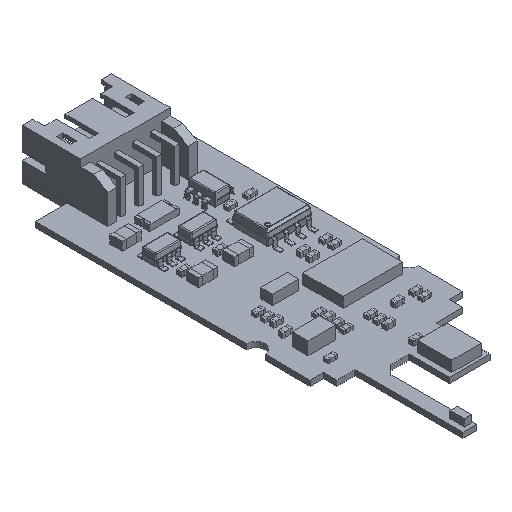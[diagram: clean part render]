
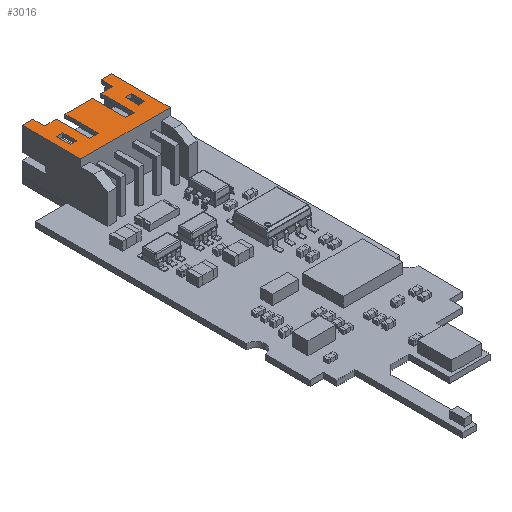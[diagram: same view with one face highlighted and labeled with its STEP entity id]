
A CAD part, isometric view. The second image highlights one B-rep face of the part: STEP entity #3016.
In plain terms, the highlighted face is planar.
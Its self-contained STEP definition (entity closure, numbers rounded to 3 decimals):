
#1795 = VERTEX_POINT('',#1796);
#1796 = CARTESIAN_POINT('',(2.475,5.,-0.25));
#1802 = EDGE_CURVE('',#1795,#1803,#1805,.T.);
#1803 = VERTEX_POINT('',#1804);
#1804 = CARTESIAN_POINT('',(1.525,5.,-0.25));
#1805 = LINE('',#1806,#1807);
#1806 = CARTESIAN_POINT('',(2.475,5.,-0.25));
#1807 = VECTOR('',#1808,1.);
#1808 = DIRECTION('',(-1.,0.,0.));
#1827 = VERTEX_POINT('',#1828);
#1828 = CARTESIAN_POINT('',(-1.525,5.,-0.25));
#1834 = EDGE_CURVE('',#1827,#1835,#1837,.T.);
#1835 = VERTEX_POINT('',#1836);
#1836 = CARTESIAN_POINT('',(-2.475,5.,-0.25));
#1837 = LINE('',#1838,#1839);
#1838 = CARTESIAN_POINT('',(-2.475,5.,-0.25));
#1839 = VECTOR('',#1840,1.);
#1840 = DIRECTION('',(-1.,0.,0.));
#1949 = EDGE_CURVE('',#1835,#1950,#1952,.T.);
#1950 = VERTEX_POINT('',#1951);
#1951 = CARTESIAN_POINT('',(-2.475,5.,3.45));
#1952 = LINE('',#1953,#1954);
#1953 = CARTESIAN_POINT('',(-2.475,5.,3.45));
#1954 = VECTOR('',#1955,1.);
#1955 = DIRECTION('',(0.,0.,1.));
#2202 = VERTEX_POINT('',#2203);
#2203 = CARTESIAN_POINT('',(2.475,5.,3.45));
#2209 = EDGE_CURVE('',#2202,#1795,#2210,.T.);
#2210 = LINE('',#2211,#2212);
#2211 = CARTESIAN_POINT('',(2.475,5.,3.45));
#2212 = VECTOR('',#2213,1.);
#2213 = DIRECTION('',(0.,0.,-1.));
#2503 = VERTEX_POINT('',#2504);
#2504 = CARTESIAN_POINT('',(-1.525,5.,3.45));
#2510 = EDGE_CURVE('',#2503,#1827,#2511,.T.);
#2511 = LINE('',#2512,#2513);
#2512 = CARTESIAN_POINT('',(-1.525,5.,3.45));
#2513 = VECTOR('',#2514,1.);
#2514 = DIRECTION('',(0.,0.,-1.));
#2575 = EDGE_CURVE('',#1803,#2576,#2578,.T.);
#2576 = VERTEX_POINT('',#2577);
#2577 = CARTESIAN_POINT('',(1.525,5.,3.45));
#2578 = LINE('',#2579,#2580);
#2579 = CARTESIAN_POINT('',(1.525,5.,3.45));
#2580 = VECTOR('',#2581,1.);
#2581 = DIRECTION('',(0.,0.,1.));
#3016 = ADVANCED_FACE('',(#3017,#3051,#3085),#3169,.F.);
#3017 = FACE_BOUND('',#3018,.T.);
#3018 = EDGE_LOOP('',(#3019,#3029,#3037,#3045));
#3019 = ORIENTED_EDGE('',*,*,#3020,.F.);
#3020 = EDGE_CURVE('',#3021,#3023,#3025,.T.);
#3021 = VERTEX_POINT('',#3022);
#3022 = CARTESIAN_POINT('',(4.15,5.,1.75));
#3023 = VERTEX_POINT('',#3024);
#3024 = CARTESIAN_POINT('',(4.15,5.,0.25));
#3025 = LINE('',#3026,#3027);
#3026 = CARTESIAN_POINT('',(4.15,5.,1.75));
#3027 = VECTOR('',#3028,1.);
#3028 = DIRECTION('',(0.,0.,-1.));
#3029 = ORIENTED_EDGE('',*,*,#3030,.F.);
#3030 = EDGE_CURVE('',#3031,#3021,#3033,.T.);
#3031 = VERTEX_POINT('',#3032);
#3032 = CARTESIAN_POINT('',(3.45,5.,1.75));
#3033 = LINE('',#3034,#3035);
#3034 = CARTESIAN_POINT('',(3.45,5.,1.75));
#3035 = VECTOR('',#3036,1.);
#3036 = DIRECTION('',(1.,0.,0.));
#3037 = ORIENTED_EDGE('',*,*,#3038,.F.);
#3038 = EDGE_CURVE('',#3039,#3031,#3041,.T.);
#3039 = VERTEX_POINT('',#3040);
#3040 = CARTESIAN_POINT('',(3.45,5.,0.25));
#3041 = LINE('',#3042,#3043);
#3042 = CARTESIAN_POINT('',(3.45,5.,1.75));
#3043 = VECTOR('',#3044,1.);
#3044 = DIRECTION('',(0.,0.,1.));
#3045 = ORIENTED_EDGE('',*,*,#3046,.F.);
#3046 = EDGE_CURVE('',#3023,#3039,#3047,.T.);
#3047 = LINE('',#3048,#3049);
#3048 = CARTESIAN_POINT('',(3.45,5.,0.25));
#3049 = VECTOR('',#3050,1.);
#3050 = DIRECTION('',(-1.,0.,0.));
#3051 = FACE_BOUND('',#3052,.T.);
#3052 = EDGE_LOOP('',(#3053,#3063,#3071,#3079));
#3053 = ORIENTED_EDGE('',*,*,#3054,.F.);
#3054 = EDGE_CURVE('',#3055,#3057,#3059,.T.);
#3055 = VERTEX_POINT('',#3056);
#3056 = CARTESIAN_POINT('',(-4.15,5.,0.25));
#3057 = VERTEX_POINT('',#3058);
#3058 = CARTESIAN_POINT('',(-4.15,5.,1.75));
#3059 = LINE('',#3060,#3061);
#3060 = CARTESIAN_POINT('',(-4.15,5.,1.75));
#3061 = VECTOR('',#3062,1.);
#3062 = DIRECTION('',(0.,0.,1.));
#3063 = ORIENTED_EDGE('',*,*,#3064,.F.);
#3064 = EDGE_CURVE('',#3065,#3055,#3067,.T.);
#3065 = VERTEX_POINT('',#3066);
#3066 = CARTESIAN_POINT('',(-3.45,5.,0.25));
#3067 = LINE('',#3068,#3069);
#3068 = CARTESIAN_POINT('',(-3.45,5.,0.25));
#3069 = VECTOR('',#3070,1.);
#3070 = DIRECTION('',(-1.,0.,0.));
#3071 = ORIENTED_EDGE('',*,*,#3072,.F.);
#3072 = EDGE_CURVE('',#3073,#3065,#3075,.T.);
#3073 = VERTEX_POINT('',#3074);
#3074 = CARTESIAN_POINT('',(-3.45,5.,1.75));
#3075 = LINE('',#3076,#3077);
#3076 = CARTESIAN_POINT('',(-3.45,5.,1.75));
#3077 = VECTOR('',#3078,1.);
#3078 = DIRECTION('',(0.,0.,-1.));
#3079 = ORIENTED_EDGE('',*,*,#3080,.F.);
#3080 = EDGE_CURVE('',#3057,#3073,#3081,.T.);
#3081 = LINE('',#3082,#3083);
#3082 = CARTESIAN_POINT('',(-3.45,5.,1.75));
#3083 = VECTOR('',#3084,1.);
#3084 = DIRECTION('',(1.,0.,0.));
#3085 = FACE_BOUND('',#3086,.T.);
#3086 = EDGE_LOOP('',(#3087,#3097,#3105,#3111,#3112,#3113,#3114,#3120,
    #3121,#3122,#3123,#3131,#3139,#3147,#3155,#3163));
#3087 = ORIENTED_EDGE('',*,*,#3088,.T.);
#3088 = EDGE_CURVE('',#3089,#3091,#3093,.T.);
#3089 = VERTEX_POINT('',#3090);
#3090 = CARTESIAN_POINT('',(-4.95,5.,4.75));
#3091 = VERTEX_POINT('',#3092);
#3092 = CARTESIAN_POINT('',(-3.8,5.,4.75));
#3093 = LINE('',#3094,#3095);
#3094 = CARTESIAN_POINT('',(-4.95,5.,4.75));
#3095 = VECTOR('',#3096,1.);
#3096 = DIRECTION('',(1.,0.,0.));
#3097 = ORIENTED_EDGE('',*,*,#3098,.F.);
#3098 = EDGE_CURVE('',#3099,#3091,#3101,.T.);
#3099 = VERTEX_POINT('',#3100);
#3100 = CARTESIAN_POINT('',(-3.8,5.,3.45));
#3101 = LINE('',#3102,#3103);
#3102 = CARTESIAN_POINT('',(-3.8,5.,4.75));
#3103 = VECTOR('',#3104,1.);
#3104 = DIRECTION('',(0.,0.,1.));
#3105 = ORIENTED_EDGE('',*,*,#3106,.F.);
#3106 = EDGE_CURVE('',#1950,#3099,#3107,.T.);
#3107 = LINE('',#3108,#3109);
#3108 = CARTESIAN_POINT('',(-2.475,5.,3.45));
#3109 = VECTOR('',#3110,1.);
#3110 = DIRECTION('',(-1.,0.,0.));
#3111 = ORIENTED_EDGE('',*,*,#1949,.F.);
#3112 = ORIENTED_EDGE('',*,*,#1834,.F.);
#3113 = ORIENTED_EDGE('',*,*,#2510,.F.);
#3114 = ORIENTED_EDGE('',*,*,#3115,.F.);
#3115 = EDGE_CURVE('',#2576,#2503,#3116,.T.);
#3116 = LINE('',#3117,#3118);
#3117 = CARTESIAN_POINT('',(1.525,5.,3.45));
#3118 = VECTOR('',#3119,1.);
#3119 = DIRECTION('',(-1.,0.,0.));
#3120 = ORIENTED_EDGE('',*,*,#2575,.F.);
#3121 = ORIENTED_EDGE('',*,*,#1802,.F.);
#3122 = ORIENTED_EDGE('',*,*,#2209,.F.);
#3123 = ORIENTED_EDGE('',*,*,#3124,.F.);
#3124 = EDGE_CURVE('',#3125,#2202,#3127,.T.);
#3125 = VERTEX_POINT('',#3126);
#3126 = CARTESIAN_POINT('',(3.8,5.,3.45));
#3127 = LINE('',#3128,#3129);
#3128 = CARTESIAN_POINT('',(3.8,5.,3.45));
#3129 = VECTOR('',#3130,1.);
#3130 = DIRECTION('',(-1.,0.,0.));
#3131 = ORIENTED_EDGE('',*,*,#3132,.F.);
#3132 = EDGE_CURVE('',#3133,#3125,#3135,.T.);
#3133 = VERTEX_POINT('',#3134);
#3134 = CARTESIAN_POINT('',(3.8,5.,4.75));
#3135 = LINE('',#3136,#3137);
#3136 = CARTESIAN_POINT('',(3.8,5.,4.75));
#3137 = VECTOR('',#3138,1.);
#3138 = DIRECTION('',(0.,0.,-1.));
#3139 = ORIENTED_EDGE('',*,*,#3140,.T.);
#3140 = EDGE_CURVE('',#3133,#3141,#3143,.T.);
#3141 = VERTEX_POINT('',#3142);
#3142 = CARTESIAN_POINT('',(4.95,5.,4.75));
#3143 = LINE('',#3144,#3145);
#3144 = CARTESIAN_POINT('',(-4.95,5.,4.75));
#3145 = VECTOR('',#3146,1.);
#3146 = DIRECTION('',(1.,0.,0.));
#3147 = ORIENTED_EDGE('',*,*,#3148,.T.);
#3148 = EDGE_CURVE('',#3141,#3149,#3151,.T.);
#3149 = VERTEX_POINT('',#3150);
#3150 = CARTESIAN_POINT('',(4.95,5.,-1.75));
#3151 = LINE('',#3152,#3153);
#3152 = CARTESIAN_POINT('',(4.95,5.,-1.75));
#3153 = VECTOR('',#3154,1.);
#3154 = DIRECTION('',(0.,0.,-1.));
#3155 = ORIENTED_EDGE('',*,*,#3156,.F.);
#3156 = EDGE_CURVE('',#3157,#3149,#3159,.T.);
#3157 = VERTEX_POINT('',#3158);
#3158 = CARTESIAN_POINT('',(-4.95,5.,-1.75));
#3159 = LINE('',#3160,#3161);
#3160 = CARTESIAN_POINT('',(-4.95,5.,-1.75));
#3161 = VECTOR('',#3162,1.);
#3162 = DIRECTION('',(1.,0.,0.));
#3163 = ORIENTED_EDGE('',*,*,#3164,.F.);
#3164 = EDGE_CURVE('',#3089,#3157,#3165,.T.);
#3165 = LINE('',#3166,#3167);
#3166 = CARTESIAN_POINT('',(-4.95,5.,-1.75));
#3167 = VECTOR('',#3168,1.);
#3168 = DIRECTION('',(0.,0.,-1.));
#3169 = PLANE('',#3170);
#3170 = AXIS2_PLACEMENT_3D('',#3171,#3172,#3173);
#3171 = CARTESIAN_POINT('',(-4.95,5.,-1.75));
#3172 = DIRECTION('',(0.,-1.,0.));
#3173 = DIRECTION('',(1.,0.,0.));
